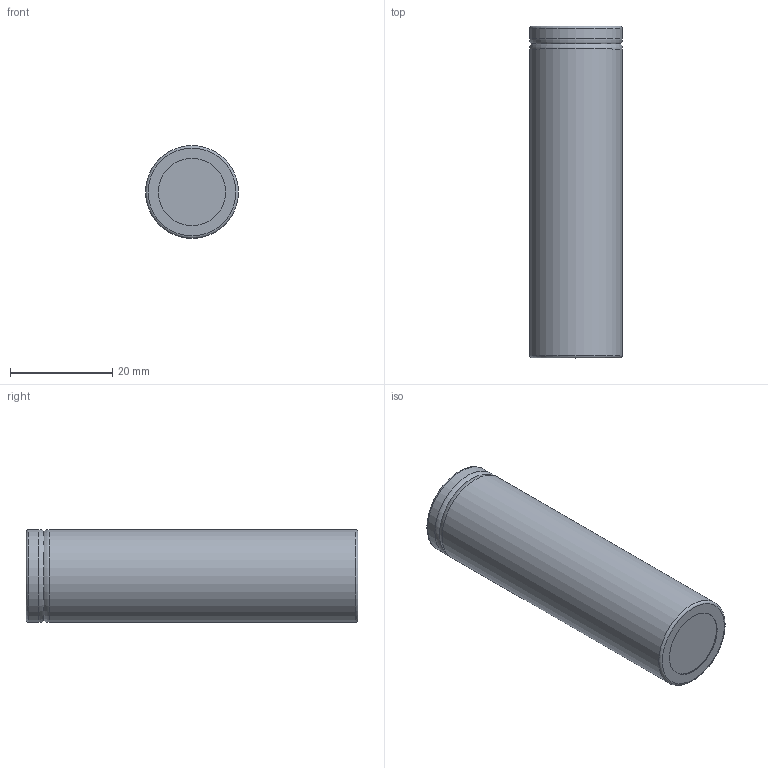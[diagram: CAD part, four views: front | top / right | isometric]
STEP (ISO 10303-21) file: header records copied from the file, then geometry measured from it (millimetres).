
FILE_DESCRIPTION(/* description */ (''),/* implementation_level */ '2;1');
FILE_NAME(/* name */ 'Samsung ICR 4200 mAh.stp',/* time_stamp */ '2020-11-28T08:25:52+07:00',/* author */ ('Egi Rahmadi Kusuma'),/* organization */ (''),/* preprocessor_version */ 'ST-DEVELOPER v15.6',/* originating_system */ 'Autodesk Inventor 2015',/* authorisation */ '');
FILE_SCHEMA (('AUTOMOTIVE_DESIGN { 1 0 10303 214 3 1 1 }'));
Length unit declared in the file: millimetre
Products named in the file (1): Samsung ICR 4200 mAh
Bounding box: 18.2 x 65 x 18.2 mm (x, y, z)
Volume: 16716.4 mm3; surface area: 4632.3 mm2
Topology: 1 solids, 1 shells, 73 faces, 170 edges, 101 vertices
Faces by surface type: bspline 40, torus 12, plane 9, cone 6, cylinder 6
Full cylindrical faces by diameter (mm): 12.646 x1, 13 x1, 13.2 x1, 15 x1, 18.2 x2
Entity records: 4255 total; most frequent: CARTESIAN_POINT 2768, ORIENTED_EDGE 310, DIRECTION 208, EDGE_CURVE 155, AXIS2_PLACEMENT_3D 104, VERTEX_POINT 100, EDGE_LOOP 97, B_SPLINE_CURVE_WITH_KNOTS 85
